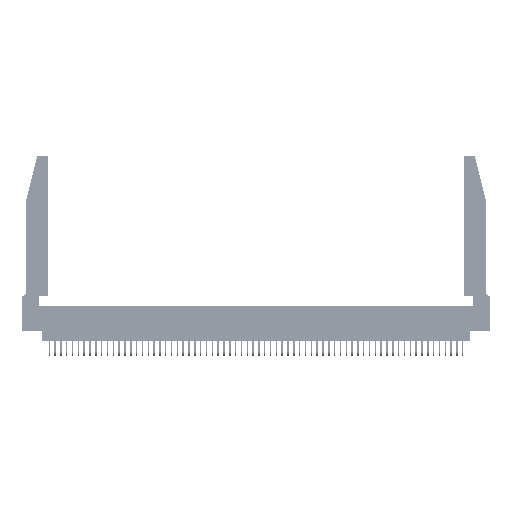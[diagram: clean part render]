
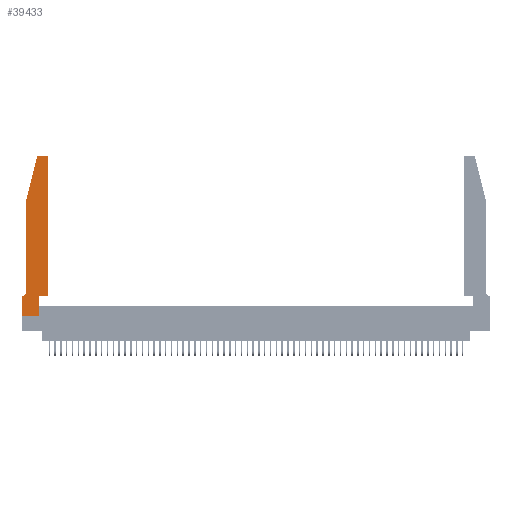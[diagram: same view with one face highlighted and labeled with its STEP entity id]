
A CAD part, top view. The second image highlights one B-rep face of the part: STEP entity #39433.
In plain terms, the highlighted planar face has unit normal (0, 0, 1).
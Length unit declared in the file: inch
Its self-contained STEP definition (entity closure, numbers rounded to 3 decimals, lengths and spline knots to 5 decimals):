
#779 = CARTESIAN_POINT ( 'NONE',  ( 0.2865, 0., 0.37 ) ) ;
#928 = EDGE_CURVE ( 'NONE', #22037, #5554, #45356, .T. ) ;
#1877 = DIRECTION ( 'NONE',  ( 1., 0., 0. ) ) ;
#3292 = ORIENTED_EDGE ( 'NONE', *, *, #18958, .T. ) ;
#3841 = VECTOR ( 'NONE', #39583, 39.37008 ) ;
#4393 = LINE ( 'NONE', #18907, #51416 ) ;
#4784 = VERTEX_POINT ( 'NONE', #22095 ) ;
#4899 = DIRECTION ( 'NONE',  ( 1., 0., 0. ) ) ;
#5526 = ORIENTED_EDGE ( 'NONE', *, *, #928, .T. ) ;
#5554 = VERTEX_POINT ( 'NONE', #8985 ) ;
#8985 = CARTESIAN_POINT ( 'NONE',  ( 0.0055, 0.35, 0.37 ) ) ;
#9193 = ORIENTED_EDGE ( 'NONE', *, *, #19073, .T. ) ;
#10869 = ORIENTED_EDGE ( 'NONE', *, *, #21193, .T. ) ;
#10941 = EDGE_CURVE ( 'NONE', #35406, #22037, #4393, .T. ) ;
#11044 = VECTOR ( 'NONE', #47105, 39.37008 ) ;
#11319 = VERTEX_POINT ( 'NONE', #58491 ) ;
#12361 = CARTESIAN_POINT ( 'NONE',  ( 0.0755, 2., 0.37 ) ) ;
#12992 = AXIS2_PLACEMENT_3D ( 'NONE', #41637, #14433, #46168 ) ;
#13396 = CARTESIAN_POINT ( 'NONE',  ( 0., 0., 0.37 ) ) ;
#14433 = DIRECTION ( 'NONE',  ( 0., 0., 1. ) ) ;
#15155 = LINE ( 'NONE', #19362, #37892 ) ;
#15566 = CARTESIAN_POINT ( 'NONE',  ( 0., 0., 0.37 ) ) ;
#16162 = VERTEX_POINT ( 'NONE', #20463 ) ;
#18215 = FACE_OUTER_BOUND ( 'NONE', #28446, .T. ) ;
#18659 = VERTEX_POINT ( 'NONE', #53686 ) ;
#18824 = VECTOR ( 'NONE', #50848, 39.37008 ) ;
#18907 = CARTESIAN_POINT ( 'NONE',  ( 0.0755, 2., 0.37 ) ) ;
#18958 = EDGE_CURVE ( 'NONE', #45539, #4784, #15155, .T. ) ;
#19028 = ORIENTED_EDGE ( 'NONE', *, *, #10941, .T. ) ;
#19073 = EDGE_CURVE ( 'NONE', #16162, #30658, #32187, .T. ) ;
#19362 = CARTESIAN_POINT ( 'NONE',  ( 0.4505, 0.35, 0.37 ) ) ;
#20151 = DIRECTION ( 'NONE',  ( 0., -1., 0. ) ) ;
#20278 = LINE ( 'NONE', #23677, #18824 ) ;
#20463 = CARTESIAN_POINT ( 'NONE',  ( 0., 0.35, 0.37 ) ) ;
#20584 = CARTESIAN_POINT ( 'NONE',  ( 0.2865, 0.35, 0.37 ) ) ;
#21193 = EDGE_CURVE ( 'NONE', #5554, #16162, #56739, .T. ) ;
#22037 = VERTEX_POINT ( 'NONE', #58314 ) ;
#22077 = VECTOR ( 'NONE', #29508, 39.37008 ) ;
#22095 = CARTESIAN_POINT ( 'NONE',  ( 0.4505, 0.35, 0.37 ) ) ;
#22286 = CARTESIAN_POINT ( 'NONE',  ( 0.4505, 2.72, 0.37 ) ) ;
#22734 = CARTESIAN_POINT ( 'NONE',  ( 0., 0.35, 0.37 ) ) ;
#22788 = VERTEX_POINT ( 'NONE', #22286 ) ;
#23082 = EDGE_CURVE ( 'NONE', #22788, #40519, #25368, .T. ) ;
#23677 = CARTESIAN_POINT ( 'NONE',  ( 0.4505, 0.35, 0.37 ) ) ;
#23956 = DIRECTION ( 'NONE',  ( 1., 0., 0. ) ) ;
#25368 = CIRCLE ( 'NONE', #49539, 0.03 ) ;
#26090 = LINE ( 'NONE', #42586, #11044 ) ;
#26797 = CARTESIAN_POINT ( 'NONE',  ( 0.0055, 0.42, 0.37 ) ) ;
#27308 = DIRECTION ( 'NONE',  ( 1., 0., 0. ) ) ;
#27541 = EDGE_CURVE ( 'NONE', #30658, #38899, #28559, .T. ) ;
#28149 = CARTESIAN_POINT ( 'NONE',  ( 0.0755, 2., 0.37 ) ) ;
#28446 = EDGE_LOOP ( 'NONE', ( #32382, #56021, #47193, #19028, #5526, #10869, #9193, #37911, #47831, #3292, #42999, #56184 ) ) ;
#28559 = LINE ( 'NONE', #32236, #40644 ) ;
#29346 = DIRECTION ( 'NONE',  ( 0., 0., 1. ) ) ;
#29508 = DIRECTION ( 'NONE',  ( -1., 0., 0. ) ) ;
#30658 = VERTEX_POINT ( 'NONE', #13396 ) ;
#30800 = VECTOR ( 'NONE', #20151, 39.37008 ) ;
#31319 = DIRECTION ( 'NONE',  ( -1., 0., 0. ) ) ;
#32187 = LINE ( 'NONE', #15566, #30800 ) ;
#32236 = CARTESIAN_POINT ( 'NONE',  ( 0., 0., 0.37 ) ) ;
#32382 = ORIENTED_EDGE ( 'NONE', *, *, #37245, .T. ) ;
#32648 = VECTOR ( 'NONE', #57417, 39.37008 ) ;
#32705 = EDGE_CURVE ( 'NONE', #38899, #45539, #26090, .T. ) ;
#34092 = LINE ( 'NONE', #38406, #22077 ) ;
#34875 = CARTESIAN_POINT ( 'NONE',  ( 0.0755, 0.35, 0.37 ) ) ;
#35406 = VERTEX_POINT ( 'NONE', #28149 ) ;
#37245 = EDGE_CURVE ( 'NONE', #40519, #11319, #34092, .T. ) ;
#37892 = VECTOR ( 'NONE', #23956, 39.37008 ) ;
#37911 = ORIENTED_EDGE ( 'NONE', *, *, #27541, .T. ) ;
#38406 = CARTESIAN_POINT ( 'NONE',  ( 0.2605, 2.75, 0.37 ) ) ;
#38899 = VERTEX_POINT ( 'NONE', #779 ) ;
#39235 = EDGE_CURVE ( 'NONE', #18659, #35406, #40268, .T. ) ;
#39433 = ADVANCED_FACE ( 'NONE', ( #18215 ), #49885, .T. ) ;
#39583 = DIRECTION ( 'NONE',  ( -0.239, -0.971, 0. ) ) ;
#40092 = EDGE_CURVE ( 'NONE', #4784, #22788, #20278, .T. ) ;
#40268 = LINE ( 'NONE', #12361, #3841 ) ;
#40519 = VERTEX_POINT ( 'NONE', #44668 ) ;
#40644 = VECTOR ( 'NONE', #4899, 39.37008 ) ;
#41637 = CARTESIAN_POINT ( 'NONE',  ( 0.284, 2.72, 0.37 ) ) ;
#42586 = CARTESIAN_POINT ( 'NONE',  ( 0.2865, 0.35, 0.37 ) ) ;
#42999 = ORIENTED_EDGE ( 'NONE', *, *, #40092, .T. ) ;
#44668 = CARTESIAN_POINT ( 'NONE',  ( 0.4205, 2.75, 0.37 ) ) ;
#45356 = CIRCLE ( 'NONE', #51336, 0.07 ) ;
#45539 = VERTEX_POINT ( 'NONE', #20584 ) ;
#46168 = DIRECTION ( 'NONE',  ( 1., 0., 0. ) ) ;
#47105 = DIRECTION ( 'NONE',  ( 0., 1., 0. ) ) ;
#47193 = ORIENTED_EDGE ( 'NONE', *, *, #39235, .T. ) ;
#47468 = EDGE_CURVE ( 'NONE', #11319, #18659, #55287, .T. ) ;
#47831 = ORIENTED_EDGE ( 'NONE', *, *, #32705, .T. ) ;
#49539 = AXIS2_PLACEMENT_3D ( 'NONE', #56445, #29346, #1877 ) ;
#49885 = PLANE ( 'NONE',  #53076 ) ;
#50664 = DIRECTION ( 'NONE',  ( 0., -1., 0. ) ) ;
#50848 = DIRECTION ( 'NONE',  ( 0., 1., 0. ) ) ;
#51336 = AXIS2_PLACEMENT_3D ( 'NONE', #26797, #58399, #31319 ) ;
#51416 = VECTOR ( 'NONE', #50664, 39.37008 ) ;
#53076 = AXIS2_PLACEMENT_3D ( 'NONE', #22734, #54395, #27308 ) ;
#53686 = CARTESIAN_POINT ( 'NONE',  ( 0.25487, 2.72718, 0.37 ) ) ;
#54395 = DIRECTION ( 'NONE',  ( 0., 0., 1. ) ) ;
#55287 = CIRCLE ( 'NONE', #12992, 0.03 ) ;
#56021 = ORIENTED_EDGE ( 'NONE', *, *, #47468, .T. ) ;
#56184 = ORIENTED_EDGE ( 'NONE', *, *, #23082, .T. ) ;
#56445 = CARTESIAN_POINT ( 'NONE',  ( 0.4205, 2.72, 0.37 ) ) ;
#56739 = LINE ( 'NONE', #34875, #32648 ) ;
#57417 = DIRECTION ( 'NONE',  ( -1., 0., 0. ) ) ;
#58314 = CARTESIAN_POINT ( 'NONE',  ( 0.0755, 0.42, 0.37 ) ) ;
#58399 = DIRECTION ( 'NONE',  ( 0., 0., -1. ) ) ;
#58491 = CARTESIAN_POINT ( 'NONE',  ( 0.284, 2.75, 0.37 ) ) ;
